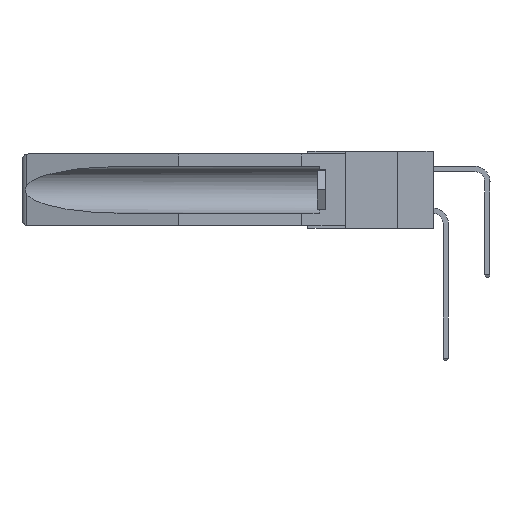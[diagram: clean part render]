
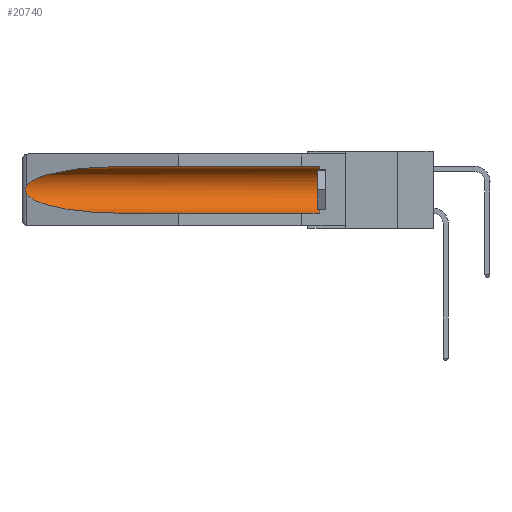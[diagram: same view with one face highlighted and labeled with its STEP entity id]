
A CAD part, left-side view. The second image highlights one B-rep face of the part: STEP entity #20740.
In plain terms, the highlighted cylindrical face has radius 2.857 mm (diameter 5.715 mm), a partial arc.
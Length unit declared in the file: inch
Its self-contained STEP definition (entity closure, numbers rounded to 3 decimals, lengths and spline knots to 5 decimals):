
#71 = VECTOR ( 'NONE', #8951, 39.37008 ) ;
#1726 = CARTESIAN_POINT ( 'NONE',  ( 0.26655, 1.53094, -0.18657 ) ) ;
#1899 = ORIENTED_EDGE ( 'NONE', *, *, #9398, .F. ) ;
#2734 = CARTESIAN_POINT ( 'NONE',  ( 0.155, 1.07973, -0.059 ) ) ;
#3381 = CARTESIAN_POINT ( 'NONE',  ( 0.155, 1.07973, -0.059 ) ) ;
#3509 = EDGE_CURVE ( 'NONE', #9449, #32939, #15390, .T. ) ;
#3841 = CARTESIAN_POINT ( 'NONE',  ( 0.21114, 1.30732, -0.284 ) ) ;
#4739 = CARTESIAN_POINT ( 'NONE',  ( 0.2675, 1.53308, -0.17534 ) ) ;
#5802 = DIRECTION ( 'NONE',  ( 0., 0., 1. ) ) ;
#6919 = CARTESIAN_POINT ( 'NONE',  ( 0.155, 1.07973, -0.284 ) ) ;
#7083 = CYLINDRICAL_SURFACE ( 'NONE', #29268, 0.1125 ) ;
#7224 = CARTESIAN_POINT ( 'NONE',  ( 0.26537, 1.52718, -0.14972 ) ) ;
#8393 =( BOUNDED_CURVE ( )  B_SPLINE_CURVE ( 3, ( #29361, #34673, #3841, #6919 ),
 .UNSPECIFIED., .F., .F. ) 
 B_SPLINE_CURVE_WITH_KNOTS ( ( 4, 4 ),
 ( 0.1948, 1.5708 ),
 .UNSPECIFIED. ) 
 CURVE ( )  GEOMETRIC_REPRESENTATION_ITEM ( )  RATIONAL_B_SPLINE_CURVE ( ( 1., 0.848, 0.848, 1. ) ) 
 REPRESENTATION_ITEM ( '' )  );
#8741 = CARTESIAN_POINT ( 'NONE',  ( 0.25451, 1.48313, -0.09465 ) ) ;
#8847 = EDGE_CURVE ( 'NONE', #32939, #14601, #8393, .T. ) ;
#8951 = DIRECTION ( 'NONE',  ( 0., 1., 0. ) ) ;
#9398 = EDGE_CURVE ( 'NONE', #29489, #14601, #35631, .T. ) ;
#9449 = VERTEX_POINT ( 'NONE', #21538 ) ;
#11199 = DIRECTION ( 'NONE',  ( 0., -1., 0. ) ) ;
#11468 = CARTESIAN_POINT ( 'NONE',  ( 0.26537, 1.52718, -0.14972 ) ) ;
#11575 =( BOUNDED_CURVE ( )  B_SPLINE_CURVE ( 3, ( #3381, #11591, #8741, #11468 ),
 .UNSPECIFIED., .F., .F. ) 
 B_SPLINE_CURVE_WITH_KNOTS ( ( 4, 4 ),
 ( 4.71239, 6.08839 ),
 .UNSPECIFIED. ) 
 CURVE ( )  GEOMETRIC_REPRESENTATION_ITEM ( )  RATIONAL_B_SPLINE_CURVE ( ( 1., 0.848, 0.848, 1. ) ) 
 REPRESENTATION_ITEM ( '' )  );
#11591 = CARTESIAN_POINT ( 'NONE',  ( 0.21114, 1.30732, -0.059 ) ) ;
#12972 = CARTESIAN_POINT ( 'NONE',  ( 0.2675, 1.53308, -0.16763 ) ) ;
#13428 = CARTESIAN_POINT ( 'NONE',  ( 0.155, -0.30754, -0.059 ) ) ;
#13880 = EDGE_CURVE ( 'NONE', #21955, #9449, #11575, .T. ) ;
#13977 = CARTESIAN_POINT ( 'NONE',  ( 0.155, 0.126, -0.284 ) ) ;
#14601 = VERTEX_POINT ( 'NONE', #32880 ) ;
#15203 = EDGE_LOOP ( 'NONE', ( #25659, #26518, #19691, #1899, #31166, #17203 ) ) ;
#15390 = B_SPLINE_CURVE_WITH_KNOTS ( 'NONE', 3,
 ( #7224, #26960, #27187, #26837, #12972, #4739, #29894, #1726, #29661, #32618 ),
 .UNSPECIFIED., .F., .F.,
 ( 4, 2, 2, 2, 4 ),
 ( 0., 0.00029, 0.00058, 0.00087, 0.00117 ),
 .UNSPECIFIED. ) ;
#16199 = EDGE_CURVE ( 'NONE', #29489, #31354, #31530, .T. ) ;
#16387 = DIRECTION ( 'NONE',  ( 0., 0., 1. ) ) ;
#17119 = CARTESIAN_POINT ( 'NONE',  ( 0.26537, 1.52718, -0.19328 ) ) ;
#17203 = ORIENTED_EDGE ( 'NONE', *, *, #26889, .T. ) ;
#18061 = FACE_OUTER_BOUND ( 'NONE', #15203, .T. ) ;
#18292 = VECTOR ( 'NONE', #36281, 39.37008 ) ;
#19691 = ORIENTED_EDGE ( 'NONE', *, *, #8847, .T. ) ;
#20160 = DIRECTION ( 'NONE',  ( 0., 1., 0. ) ) ;
#20740 = ADVANCED_FACE ( 'NONE', ( #18061 ), #7083, .F. ) ;
#21538 = CARTESIAN_POINT ( 'NONE',  ( 0.26537, 1.52718, -0.14972 ) ) ;
#21955 = VERTEX_POINT ( 'NONE', #2734 ) ;
#22596 = CARTESIAN_POINT ( 'NONE',  ( 0.155, -0.30754, -0.1715 ) ) ;
#22765 = CARTESIAN_POINT ( 'NONE',  ( 0.155, 0.126, -0.059 ) ) ;
#25659 = ORIENTED_EDGE ( 'NONE', *, *, #13880, .T. ) ;
#25892 = CARTESIAN_POINT ( 'NONE',  ( 0.155, -0.30754, -0.284 ) ) ;
#26518 = ORIENTED_EDGE ( 'NONE', *, *, #3509, .T. ) ;
#26837 = CARTESIAN_POINT ( 'NONE',  ( 0.2673, 1.5327, -0.16383 ) ) ;
#26889 = EDGE_CURVE ( 'NONE', #31354, #21955, #30585, .T. ) ;
#26960 = CARTESIAN_POINT ( 'NONE',  ( 0.26597, 1.52961, -0.15275 ) ) ;
#27187 = CARTESIAN_POINT ( 'NONE',  ( 0.26654, 1.53092, -0.15636 ) ) ;
#29268 = AXIS2_PLACEMENT_3D ( 'NONE', #22596, #20160, #5802 ) ;
#29361 = CARTESIAN_POINT ( 'NONE',  ( 0.26537, 1.52718, -0.19328 ) ) ;
#29489 = VERTEX_POINT ( 'NONE', #13977 ) ;
#29661 = CARTESIAN_POINT ( 'NONE',  ( 0.26597, 1.5296, -0.19026 ) ) ;
#29894 = CARTESIAN_POINT ( 'NONE',  ( 0.2673, 1.53269, -0.17917 ) ) ;
#30355 = CARTESIAN_POINT ( 'NONE',  ( 0.155, 0.126, -0.1715 ) ) ;
#30585 = LINE ( 'NONE', #13428, #18292 ) ;
#31166 = ORIENTED_EDGE ( 'NONE', *, *, #16199, .T. ) ;
#31354 = VERTEX_POINT ( 'NONE', #22765 ) ;
#31530 = CIRCLE ( 'NONE', #35513, 0.1125 ) ;
#32618 = CARTESIAN_POINT ( 'NONE',  ( 0.26537, 1.52718, -0.19328 ) ) ;
#32880 = CARTESIAN_POINT ( 'NONE',  ( 0.155, 1.07973, -0.284 ) ) ;
#32939 = VERTEX_POINT ( 'NONE', #17119 ) ;
#34673 = CARTESIAN_POINT ( 'NONE',  ( 0.25451, 1.48313, -0.24835 ) ) ;
#35513 = AXIS2_PLACEMENT_3D ( 'NONE', #30355, #11199, #16387 ) ;
#35631 = LINE ( 'NONE', #25892, #71 ) ;
#36281 = DIRECTION ( 'NONE',  ( 0., 1., 0. ) ) ;
